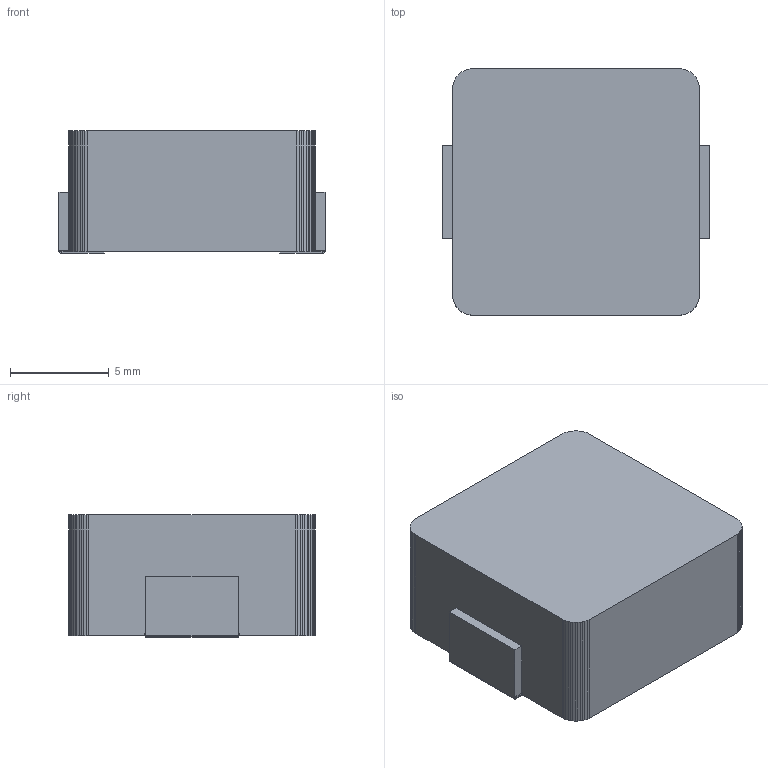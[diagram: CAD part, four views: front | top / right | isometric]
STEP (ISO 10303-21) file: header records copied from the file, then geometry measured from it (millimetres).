
FILE_DESCRIPTION(('FreeCAD Model'),'2;1');
FILE_NAME('Open CASCADE Shape Model','2022-04-15T20:53:34',( 'kicad StepUp'),('ksu MCAD'),'Open CASCADE STEP processor 7.5', 'FreeCAD','Unknown');
FILE_SCHEMA(('AUTOMOTIVE_DESIGN { 1 0 10303 214 1 1 1 1 }'));
Length unit declared in the file: millimetre
Products named in the file (1): L_TaiTech_TMPC1265_13.5mmx12.5mm
Bounding box: 13.5 x 12.5 x 6.2 mm (x, y, z)
Volume: 966.3 mm3; surface area: 661.3 mm2
Topology: 1 solids, 1 shells, 130 faces, 496 edges, 368 vertices
Faces by surface type: plane 130
Entity records: 6190 total; most frequent: CARTESIAN_POINT 995, ORIENTED_EDGE 992, DIRECTION 758, EDGE_CURVE 496, LINE 496, VECTOR 496, VERTEX_POINT 368, AXIS2_PLACEMENT_3D 131
